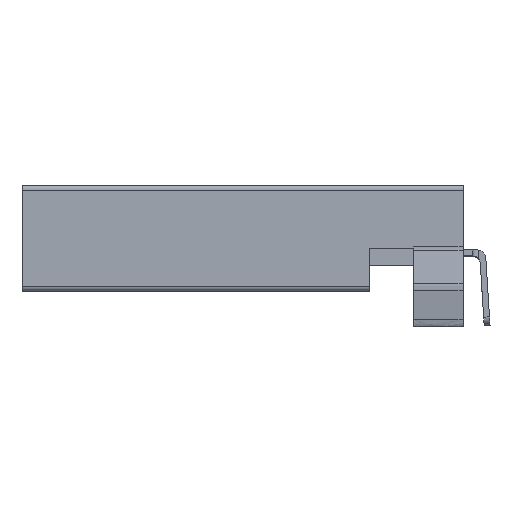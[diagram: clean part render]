
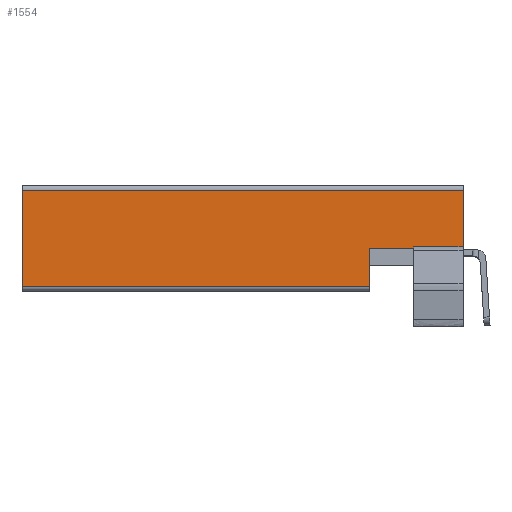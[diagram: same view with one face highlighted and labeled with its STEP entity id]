
A CAD part, top view. The second image highlights one B-rep face of the part: STEP entity #1554.
In plain terms, the highlighted planar face has unit normal (0, 0, 1).
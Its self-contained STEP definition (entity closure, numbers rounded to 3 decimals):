
#1554=ADVANCED_FACE('',(#4191),#4193,.F.);
#4191=FACE_BOUND('',#4192,.T.);
#4192=EDGE_LOOP('',(#6165,#6166,#6167,#6168,#6169,#6170,#6171,#6172,#6173,#6174));
#4193=PLANE('',#4194);
#4194=AXIS2_PLACEMENT_3D('',#4195,#4196,#4197);
#4195=CARTESIAN_POINT('',(-11.417,0.269,-20.135));
#4196=DIRECTION('',(0.,0.,-1.));
#4197=DIRECTION('',(-1.,0.,0.));
#6165=ORIENTED_EDGE('',*,*,#7412,.F.);
#6166=ORIENTED_EDGE('',*,*,#7413,.T.);
#6167=ORIENTED_EDGE('',*,*,#7414,.T.);
#6168=ORIENTED_EDGE('',*,*,#7415,.T.);
#6169=ORIENTED_EDGE('',*,*,#7301,.F.);
#6170=ORIENTED_EDGE('',*,*,#7411,.T.);
#6171=ORIENTED_EDGE('',*,*,#7416,.T.);
#6172=ORIENTED_EDGE('',*,*,#7417,.T.);
#6173=ORIENTED_EDGE('',*,*,#7418,.F.);
#6174=ORIENTED_EDGE('',*,*,#7419,.T.);
#7301=EDGE_CURVE('',#8373,#8375,#8376,.T.);
#7411=EDGE_CURVE('',#8373,#8565,#8567,.T.);
#7412=EDGE_CURVE('',#8568,#8569,#8570,.T.);
#7413=EDGE_CURVE('',#8568,#8571,#8572,.T.);
#7414=EDGE_CURVE('',#8571,#8573,#8574,.T.);
#7415=EDGE_CURVE('',#8573,#8375,#8575,.T.);
#7416=EDGE_CURVE('',#8565,#8576,#8577,.T.);
#7417=EDGE_CURVE('',#8576,#8578,#8579,.T.);
#7418=EDGE_CURVE('',#8580,#8578,#8581,.T.);
#7419=EDGE_CURVE('',#8580,#8569,#8582,.T.);
#8373=VERTEX_POINT('',#10638);
#8375=VERTEX_POINT('',#10643);
#8376=LINE('',#10644,#10645);
#8565=VERTEX_POINT('',#11246);
#8567=LINE('',#11251,#11252);
#8568=VERTEX_POINT('',#11254);
#8569=VERTEX_POINT('',#11255);
#8570=LINE('',#11256,#11257);
#8571=VERTEX_POINT('',#11259);
#8572=CIRCLE('',#11260,0.05);
#8573=VERTEX_POINT('',#11264);
#8574=LINE('',#11265,#11266);
#8575=LINE('',#11268,#11269);
#8576=VERTEX_POINT('',#11271);
#8577=LINE('',#11272,#11273);
#8578=VERTEX_POINT('',#11275);
#8579=LINE('',#11276,#11277);
#8580=VERTEX_POINT('',#11279);
#8581=LINE('',#11280,#11281);
#8582=CIRCLE('',#11283,0.05);
#10638=CARTESIAN_POINT('',(7.383,0.069,-20.135));
#10643=CARTESIAN_POINT('',(7.383,-2.355,-20.135));
#10644=CARTESIAN_POINT('',(7.383,0.069,-20.135));
#10645=VECTOR('',#10646,1.);
#10646=DIRECTION('',(0.,-1.,0.));
#11246=CARTESIAN_POINT('',(-11.417,0.069,-20.135));
#11251=CARTESIAN_POINT('',(7.383,0.069,-20.135));
#11252=VECTOR('',#11253,1.);
#11253=DIRECTION('',(-1.,0.,0.));
#11254=CARTESIAN_POINT('',(5.233,-2.431,-20.135));
#11255=CARTESIAN_POINT('',(3.433,-2.431,-20.135));
#11256=CARTESIAN_POINT('',(5.233,-2.431,-20.135));
#11257=VECTOR('',#11258,1.);
#11258=DIRECTION('',(-1.,0.,0.));
#11259=CARTESIAN_POINT('',(5.283,-2.481,-20.135));
#11260=AXIS2_PLACEMENT_3D('',#11261,#11262,#11263);
#11261=CARTESIAN_POINT('',(5.233,-2.481,-20.135));
#11262=DIRECTION('',(0.,0.,-1.));
#11263=DIRECTION('',(0.,1.,0.));
#11264=CARTESIAN_POINT('',(5.283,-2.355,-20.135));
#11265=CARTESIAN_POINT('',(5.283,-2.481,-20.135));
#11266=VECTOR('',#11267,1.);
#11267=DIRECTION('',(0.,1.,0.));
#11268=CARTESIAN_POINT('',(5.283,-2.355,-20.135));
#11269=VECTOR('',#11270,1.);
#11270=DIRECTION('',(1.,0.,0.));
#11271=CARTESIAN_POINT('',(-11.417,-4.031,-20.135));
#11272=CARTESIAN_POINT('',(-11.417,0.069,-20.135));
#11273=VECTOR('',#11274,1.);
#11274=DIRECTION('',(0.,-1.,0.));
#11275=CARTESIAN_POINT('',(3.383,-4.031,-20.135));
#11276=CARTESIAN_POINT('',(-11.417,-4.031,-20.135));
#11277=VECTOR('',#11278,1.);
#11278=DIRECTION('',(1.,0.,0.));
#11279=CARTESIAN_POINT('',(3.383,-2.481,-20.135));
#11280=CARTESIAN_POINT('',(3.383,-2.481,-20.135));
#11281=VECTOR('',#11282,1.);
#11282=DIRECTION('',(0.,-1.,0.));
#11283=AXIS2_PLACEMENT_3D('',#11284,#11285,#11286);
#11284=CARTESIAN_POINT('',(3.433,-2.481,-20.135));
#11285=DIRECTION('',(0.,0.,-1.));
#11286=DIRECTION('',(-1.,0.,0.));
